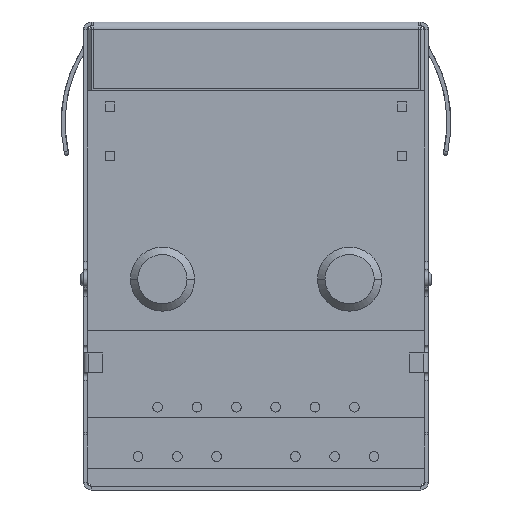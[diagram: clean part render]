
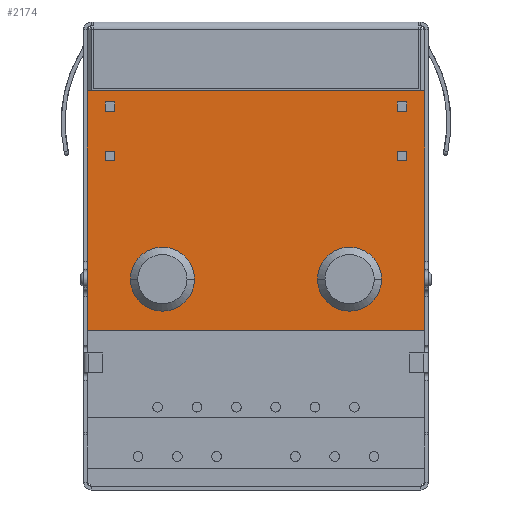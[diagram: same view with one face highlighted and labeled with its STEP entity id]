
A CAD part, front view. The second image highlights one B-rep face of the part: STEP entity #2174.
In plain terms, the highlighted planar face has unit normal (0, -1, 0).
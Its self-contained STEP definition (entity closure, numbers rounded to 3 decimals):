
#1 = CIRCLE ( 'NONE', #15765, 1.65 ) ;
#85 = CARTESIAN_POINT ( 'NONE',  ( -4.825, 0., -13.26 ) ) ;
#109 = ORIENTED_EDGE ( 'NONE', *, *, #11072, .F. ) ;
#462 = DIRECTION ( 'NONE',  ( 0., 1., 0. ) ) ;
#751 = FACE_BOUND ( 'NONE', #2512, .T. ) ;
#770 = ORIENTED_EDGE ( 'NONE', *, *, #6774, .T. ) ;
#796 = CARTESIAN_POINT ( 'NONE',  ( 0., 0., 0. ) ) ;
#837 = DIRECTION ( 'NONE',  ( 0., -1., 0. ) ) ;
#1225 = VECTOR ( 'NONE', #3673, 1000. ) ;
#1461 = CIRCLE ( 'NONE', #4189, 1.65 ) ;
#1507 = EDGE_CURVE ( 'NONE', #1757, #3154, #5213, .T. ) ;
#1590 = LINE ( 'NONE', #12602, #12858 ) ;
#1616 = ORIENTED_EDGE ( 'NONE', *, *, #8438, .F. ) ;
#1757 = VERTEX_POINT ( 'NONE', #5738 ) ;
#2036 = CARTESIAN_POINT ( 'NONE',  ( 6.475, 0., -13.26 ) ) ;
#2156 = EDGE_CURVE ( 'NONE', #4822, #8795, #9163, .T. ) ;
#2174 = ADVANCED_FACE ( 'NONE', ( #751, #9346, #12429 ), #6839, .F. ) ;
#2512 = EDGE_LOOP ( 'NONE', ( #15556, #109 ) ) ;
#2624 = DIRECTION ( 'NONE',  ( 0., 0., 1. ) ) ;
#2852 = CIRCLE ( 'NONE', #2940, 1.65 ) ;
#2940 = AXIS2_PLACEMENT_3D ( 'NONE', #15503, #837, #15403 ) ;
#3124 = EDGE_CURVE ( 'NONE', #8795, #4924, #9697, .T. ) ;
#3154 = VERTEX_POINT ( 'NONE', #14377 ) ;
#3673 = DIRECTION ( 'NONE',  ( -1., 0., 0. ) ) ;
#4189 = AXIS2_PLACEMENT_3D ( 'NONE', #85, #7505, #2624 ) ;
#4571 = ORIENTED_EDGE ( 'NONE', *, *, #1507, .T. ) ;
#4767 = ORIENTED_EDGE ( 'NONE', *, *, #2156, .F. ) ;
#4822 = VERTEX_POINT ( 'NONE', #14768 ) ;
#4924 = VERTEX_POINT ( 'NONE', #8581 ) ;
#5213 = CIRCLE ( 'NONE', #15126, 1.65 ) ;
#5625 = CARTESIAN_POINT ( 'NONE',  ( 0., 0., -3.55 ) ) ;
#5738 = CARTESIAN_POINT ( 'NONE',  ( -6.475, 0., -13.26 ) ) ;
#6499 = VECTOR ( 'NONE', #14951, 1000. ) ;
#6569 = AXIS2_PLACEMENT_3D ( 'NONE', #796, #8278, #15614 ) ;
#6774 = EDGE_CURVE ( 'NONE', #3154, #1757, #1461, .T. ) ;
#6839 = PLANE ( 'NONE',  #6569 ) ;
#6945 = LINE ( 'NONE', #15815, #1225 ) ;
#6962 = CARTESIAN_POINT ( 'NONE',  ( 8.69, 0., -23.93 ) ) ;
#7015 = DIRECTION ( 'NONE',  ( 0., 0., -1. ) ) ;
#7505 = DIRECTION ( 'NONE',  ( 0., 1., 0. ) ) ;
#7530 = CARTESIAN_POINT ( 'NONE',  ( 3.175, 0., -13.26 ) ) ;
#8278 = DIRECTION ( 'NONE',  ( 0., 1., 0. ) ) ;
#8438 = EDGE_CURVE ( 'NONE', #4924, #8612, #6945, .T. ) ;
#8581 = CARTESIAN_POINT ( 'NONE',  ( 8.69, 0., -15.905 ) ) ;
#8612 = VERTEX_POINT ( 'NONE', #9284 ) ;
#8795 = VERTEX_POINT ( 'NONE', #9812 ) ;
#8923 = EDGE_CURVE ( 'NONE', #4822, #8612, #1590, .T. ) ;
#9163 = LINE ( 'NONE', #5625, #6499 ) ;
#9284 = CARTESIAN_POINT ( 'NONE',  ( -8.69, 0., -15.905 ) ) ;
#9346 = FACE_OUTER_BOUND ( 'NONE', #12555, .T. ) ;
#9697 = LINE ( 'NONE', #6962, #14105 ) ;
#9812 = CARTESIAN_POINT ( 'NONE',  ( 8.69, 0., -3.55 ) ) ;
#9874 = DIRECTION ( 'NONE',  ( 0., -1., 0. ) ) ;
#9888 = EDGE_CURVE ( 'NONE', #12440, #12730, #1, .T. ) ;
#11072 = EDGE_CURVE ( 'NONE', #12730, #12440, #2852, .T. ) ;
#11212 = CARTESIAN_POINT ( 'NONE',  ( 4.825, 0., -13.26 ) ) ;
#11339 = DIRECTION ( 'NONE',  ( 0., 0., 1. ) ) ;
#12422 = EDGE_LOOP ( 'NONE', ( #770, #4571 ) ) ;
#12429 = FACE_BOUND ( 'NONE', #12422, .T. ) ;
#12440 = VERTEX_POINT ( 'NONE', #7530 ) ;
#12555 = EDGE_LOOP ( 'NONE', ( #1616, #14412, #4767, #12758 ) ) ;
#12602 = CARTESIAN_POINT ( 'NONE',  ( -8.69, 0., -23.93 ) ) ;
#12730 = VERTEX_POINT ( 'NONE', #2036 ) ;
#12758 = ORIENTED_EDGE ( 'NONE', *, *, #8923, .T. ) ;
#12858 = VECTOR ( 'NONE', #14831, 1000. ) ;
#14105 = VECTOR ( 'NONE', #7015, 1000. ) ;
#14377 = CARTESIAN_POINT ( 'NONE',  ( -3.175, 0., -13.26 ) ) ;
#14412 = ORIENTED_EDGE ( 'NONE', *, *, #3124, .F. ) ;
#14736 = DIRECTION ( 'NONE',  ( 0., 0., 1. ) ) ;
#14768 = CARTESIAN_POINT ( 'NONE',  ( -8.69, 0., -3.55 ) ) ;
#14831 = DIRECTION ( 'NONE',  ( 0., 0., -1. ) ) ;
#14951 = DIRECTION ( 'NONE',  ( 1., 0., 0. ) ) ;
#15069 = CARTESIAN_POINT ( 'NONE',  ( -4.825, 0., -13.26 ) ) ;
#15126 = AXIS2_PLACEMENT_3D ( 'NONE', #15069, #462, #11339 ) ;
#15403 = DIRECTION ( 'NONE',  ( 0., 0., 1. ) ) ;
#15503 = CARTESIAN_POINT ( 'NONE',  ( 4.825, 0., -13.26 ) ) ;
#15556 = ORIENTED_EDGE ( 'NONE', *, *, #9888, .F. ) ;
#15614 = DIRECTION ( 'NONE',  ( 0., 0., 1. ) ) ;
#15765 = AXIS2_PLACEMENT_3D ( 'NONE', #11212, #9874, #14736 ) ;
#15815 = CARTESIAN_POINT ( 'NONE',  ( 0., 0., -15.905 ) ) ;
